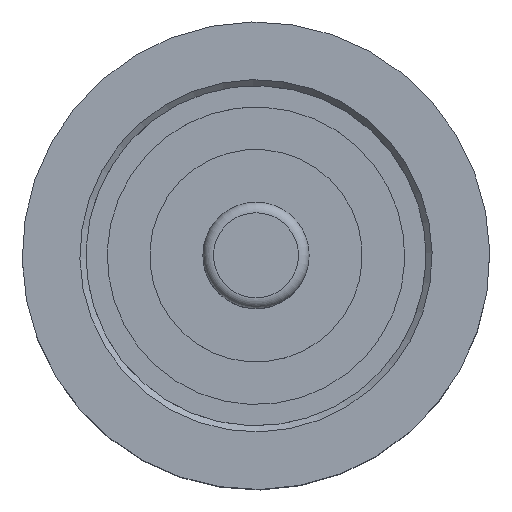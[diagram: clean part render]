
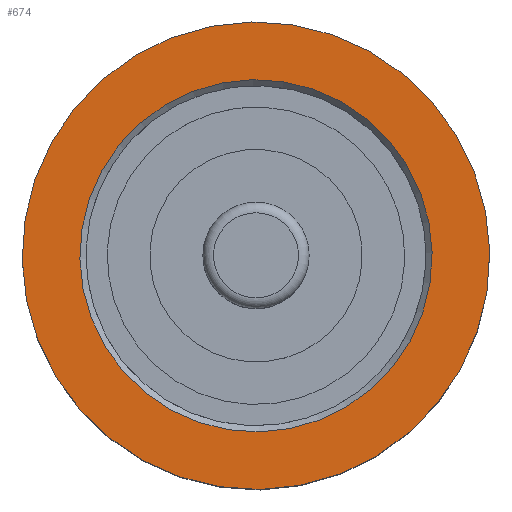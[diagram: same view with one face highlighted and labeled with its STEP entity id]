
A CAD part, top view. The second image highlights one B-rep face of the part: STEP entity #674.
In plain terms, the highlighted planar face has unit normal (0, 0, 1).
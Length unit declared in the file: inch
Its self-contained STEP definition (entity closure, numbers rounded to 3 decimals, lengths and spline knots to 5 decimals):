
#104=FACE_BOUND($,#271,.T.);
#147=CIRCLE($,#769,0.32626);
#149=CIRCLE($,#773,0.43307);
#191=FACE_OUTER_BOUND($,#270,.T.);
#270=EDGE_LOOP($,(#536));
#271=EDGE_LOOP($,(#537));
#368=VERTEX_POINT($,#1155);
#370=VERTEX_POINT($,#1161);
#427=EDGE_CURVE($,#368,#368,#147,.T.);
#429=EDGE_CURVE($,#370,#370,#149,.T.);
#536=ORIENTED_EDGE($,*,*,#429,.F.);
#537=ORIENTED_EDGE($,*,*,#427,.F.);
#575=PLANE($,#772);
#674=ADVANCED_FACE($,(#191,#104),#575,.T.);
#769=AXIS2_PLACEMENT_3D($,#1156,#965,#966);
#772=AXIS2_PLACEMENT_3D($,#1160,#971,#972);
#773=AXIS2_PLACEMENT_3D($,#1162,#973,#974);
#965=DIRECTION('center_axis',(0.,0.,1.));
#966=DIRECTION('ref_axis',(0.,-1.,0.));
#971=DIRECTION('center_axis',(0.,0.,1.));
#972=DIRECTION('ref_axis',(1.,0.,0.));
#973=DIRECTION('center_axis',(0.,0.,-1.));
#974=DIRECTION('ref_axis',(1.,0.,0.));
#1155=CARTESIAN_POINT('',(0.,0.32626,0.25));
#1156=CARTESIAN_POINT('Origin',(0.,0.,0.25));
#1160=CARTESIAN_POINT('Origin',(0.,0.43307,0.25));
#1161=CARTESIAN_POINT('',(0.,0.43307,0.25));
#1162=CARTESIAN_POINT('Origin',(0.,0.,0.25));
